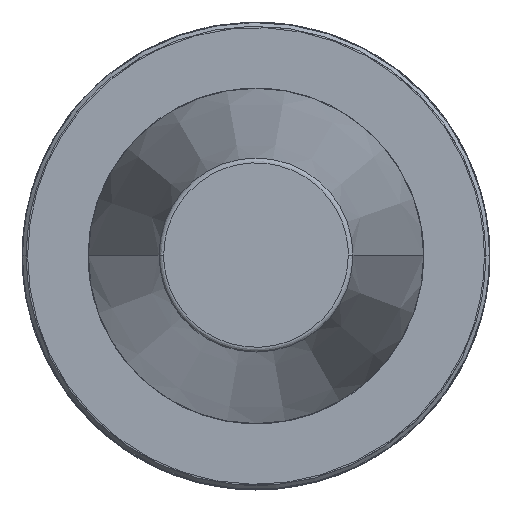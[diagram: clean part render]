
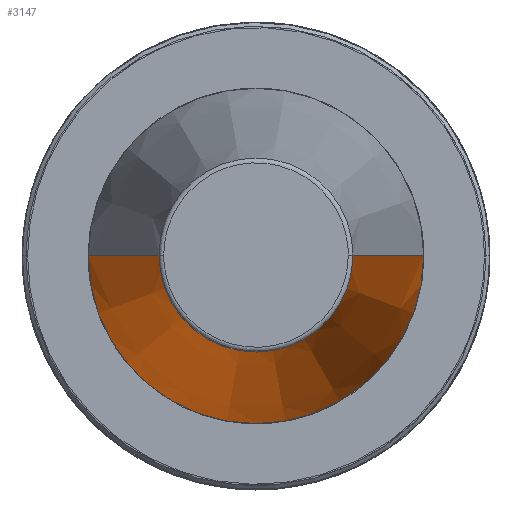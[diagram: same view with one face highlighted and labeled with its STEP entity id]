
A CAD part, top view. The second image highlights one B-rep face of the part: STEP entity #3147.
In plain terms, the highlighted conical face has half-angle 8.297 degrees and reference radius 34.925 mm.
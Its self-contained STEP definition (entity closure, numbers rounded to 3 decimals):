
#2 = DIRECTION ( 'NONE',  ( -1., 0., 0. ) ) ;
#7 = DIRECTION ( 'NONE',  ( 0., 0., 1. ) ) ;
#12 = CARTESIAN_POINT ( 'NONE',  ( 0., 0., 0. ) ) ;
#246 = VERTEX_POINT ( 'NONE', #3037 ) ;
#260 = FACE_OUTER_BOUND ( 'NONE', #1509, .T. ) ;
#771 = AXIS2_PLACEMENT_3D ( 'NONE', #1776, #2585, #1768 ) ;
#847 = DIRECTION ( 'NONE',  ( -0.144, 0., -0.99 ) ) ;
#858 = ORIENTED_EDGE ( 'NONE', *, *, #1663, .T. ) ;
#859 = CARTESIAN_POINT ( 'NONE',  ( -34.925, 0., 0. ) ) ;
#1097 = CARTESIAN_POINT ( 'NONE',  ( 34.925, 0., 0. ) ) ;
#1108 = DIRECTION ( 'NONE',  ( 0.144, 0., -0.99 ) ) ;
#1111 = CARTESIAN_POINT ( 'NONE',  ( 34.925, 0., 0. ) ) ;
#1178 = VECTOR ( 'NONE', #847, 1000. ) ;
#1208 = EDGE_CURVE ( 'NONE', #246, #1241, #2084, .T. ) ;
#1241 = VERTEX_POINT ( 'NONE', #1097 ) ;
#1495 = AXIS2_PLACEMENT_3D ( 'NONE', #3144, #3141, #3139 ) ;
#1509 = EDGE_LOOP ( 'NONE', ( #2608, #2101, #2140, #858 ) ) ;
#1663 = EDGE_CURVE ( 'NONE', #2933, #1241, #1817, .T. ) ;
#1752 = VERTEX_POINT ( 'NONE', #3381 ) ;
#1768 = DIRECTION ( 'NONE',  ( -1., 0., 0. ) ) ;
#1776 = CARTESIAN_POINT ( 'NONE',  ( 0., 0., 0. ) ) ;
#1817 = CIRCLE ( 'NONE', #2396, 34.925 ) ;
#1862 = EDGE_CURVE ( 'NONE', #246, #1752, #2316, .T. ) ;
#2084 = LINE ( 'NONE', #1111, #2743 ) ;
#2101 = ORIENTED_EDGE ( 'NONE', *, *, #1862, .T. ) ;
#2140 = ORIENTED_EDGE ( 'NONE', *, *, #3421, .T. ) ;
#2316 = CIRCLE ( 'NONE', #1495, 20.211 ) ;
#2396 = AXIS2_PLACEMENT_3D ( 'NONE', #12, #7, #2 ) ;
#2398 = LINE ( 'NONE', #859, #1178 ) ;
#2585 = DIRECTION ( 'NONE',  ( 0., 0., -1. ) ) ;
#2608 = ORIENTED_EDGE ( 'NONE', *, *, #1208, .F. ) ;
#2743 = VECTOR ( 'NONE', #1108, 1000. ) ;
#2933 = VERTEX_POINT ( 'NONE', #3099 ) ;
#3037 = CARTESIAN_POINT ( 'NONE',  ( 20.211, 0., 100.894 ) ) ;
#3099 = CARTESIAN_POINT ( 'NONE',  ( -34.925, 0., 0. ) ) ;
#3121 = CONICAL_SURFACE ( 'NONE', #771, 34.925, 0.145 ) ;
#3139 = DIRECTION ( 'NONE',  ( -1., 0., 0. ) ) ;
#3141 = DIRECTION ( 'NONE',  ( 0., 0., -1. ) ) ;
#3144 = CARTESIAN_POINT ( 'NONE',  ( 0., 0., 100.894 ) ) ;
#3147 = ADVANCED_FACE ( 'NONE', ( #260 ), #3121, .T. ) ;
#3381 = CARTESIAN_POINT ( 'NONE',  ( -20.211, 0., 100.894 ) ) ;
#3421 = EDGE_CURVE ( 'NONE', #1752, #2933, #2398, .T. ) ;
